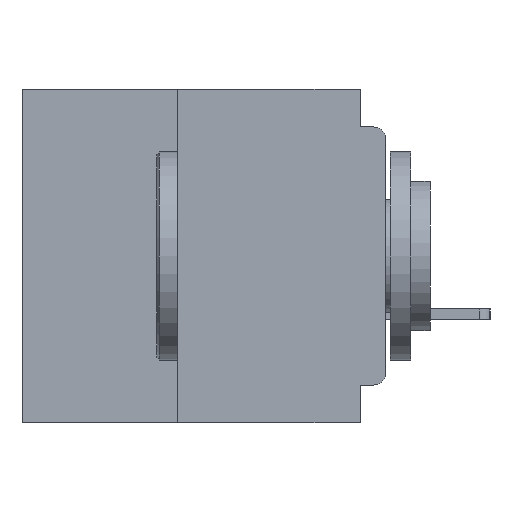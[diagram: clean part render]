
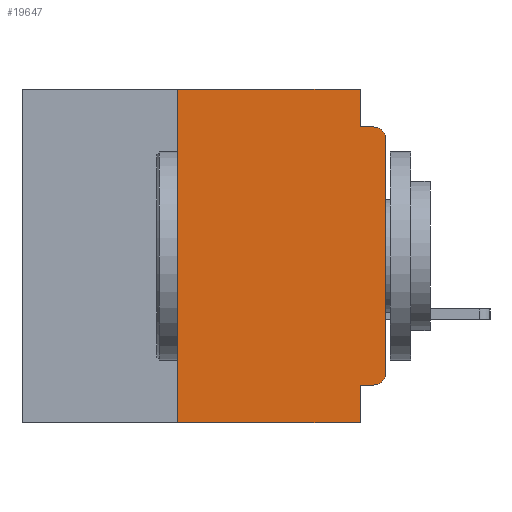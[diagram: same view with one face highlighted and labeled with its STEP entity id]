
A CAD part, left-side view. The second image highlights one B-rep face of the part: STEP entity #19647.
In plain terms, the highlighted planar face has unit normal (-1, 0, 0).
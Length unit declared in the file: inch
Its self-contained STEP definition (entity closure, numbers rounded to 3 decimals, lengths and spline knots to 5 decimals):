
#1176 = VECTOR ( 'NONE', #36434, 39.37008 ) ;
#1216 = VERTEX_POINT ( 'NONE', #44069 ) ;
#1786 = DIRECTION ( 'NONE',  ( 0., 0., 1. ) ) ;
#2010 = LINE ( 'NONE', #24707, #45630 ) ;
#2259 = CARTESIAN_POINT ( 'NONE',  ( 0., 0.031, -0.4 ) ) ;
#2305 = EDGE_CURVE ( 'NONE', #23813, #23701, #31169, .T. ) ;
#2839 = CARTESIAN_POINT ( 'NONE',  ( 0., 0.25, -0.4 ) ) ;
#4305 = LINE ( 'NONE', #2259, #25447 ) ;
#4487 = LINE ( 'NONE', #52637, #14403 ) ;
#5119 = CARTESIAN_POINT ( 'NONE',  ( 0., 0.031, -0.045 ) ) ;
#5694 = VERTEX_POINT ( 'NONE', #16480 ) ;
#7406 = VERTEX_POINT ( 'NONE', #49823 ) ;
#8838 = PLANE ( 'NONE',  #9354 ) ;
#9354 = AXIS2_PLACEMENT_3D ( 'NONE', #25609, #38353, #13064 ) ;
#9927 = VECTOR ( 'NONE', #29958, 39.37008 ) ;
#10414 = LINE ( 'NONE', #2839, #31572 ) ;
#10461 = ORIENTED_EDGE ( 'NONE', *, *, #46868, .F. ) ;
#10474 = AXIS2_PLACEMENT_3D ( 'NONE', #13237, #42743, #17499 ) ;
#11367 = EDGE_LOOP ( 'NONE', ( #13568, #46576, #44614, #16930, #20246, #45983, #50625, #16394, #10461, #49365 ) ) ;
#12191 = DIRECTION ( 'NONE',  ( 0., -1., 0. ) ) ;
#13064 = DIRECTION ( 'NONE',  ( 0., 0., -1. ) ) ;
#13237 = CARTESIAN_POINT ( 'NONE',  ( 0., 0.015, -0.34 ) ) ;
#13568 = ORIENTED_EDGE ( 'NONE', *, *, #2305, .T. ) ;
#13603 = EDGE_CURVE ( 'NONE', #7406, #53026, #4305, .T. ) ;
#14403 = VECTOR ( 'NONE', #14710, 39.37008 ) ;
#14710 = DIRECTION ( 'NONE',  ( 0., 0., -1. ) ) ;
#16394 = ORIENTED_EDGE ( 'NONE', *, *, #13603, .F. ) ;
#16480 = CARTESIAN_POINT ( 'NONE',  ( 0., 0.031, 0. ) ) ;
#16930 = ORIENTED_EDGE ( 'NONE', *, *, #47515, .F. ) ;
#17499 = DIRECTION ( 'NONE',  ( 0., 0., -1. ) ) ;
#17522 = CIRCLE ( 'NONE', #10474, 0.015 ) ;
#18717 = EDGE_CURVE ( 'NONE', #34645, #5694, #24689, .T. ) ;
#19309 = CARTESIAN_POINT ( 'NONE',  ( 0., 0.437, 0. ) ) ;
#19647 = ADVANCED_FACE ( 'NONE', ( #43086 ), #8838, .F. ) ;
#20054 = DIRECTION ( 'NONE',  ( 0., 0., 1. ) ) ;
#20161 = AXIS2_PLACEMENT_3D ( 'NONE', #49599, #24342, #53801 ) ;
#20246 = ORIENTED_EDGE ( 'NONE', *, *, #18717, .F. ) ;
#21445 = EDGE_CURVE ( 'NONE', #1216, #23813, #17522, .T. ) ;
#23197 = EDGE_CURVE ( 'NONE', #38178, #37498, #2010, .T. ) ;
#23701 = VERTEX_POINT ( 'NONE', #53187 ) ;
#23813 = VERTEX_POINT ( 'NONE', #49717 ) ;
#24342 = DIRECTION ( 'NONE',  ( -1., 0., 0. ) ) ;
#24689 = LINE ( 'NONE', #19309, #45793 ) ;
#24707 = CARTESIAN_POINT ( 'NONE',  ( 0., 0., -0.045 ) ) ;
#25197 = CARTESIAN_POINT ( 'NONE',  ( 0., 0.25, 0. ) ) ;
#25447 = VECTOR ( 'NONE', #44546, 39.37008 ) ;
#25609 = CARTESIAN_POINT ( 'NONE',  ( 0., 0.437, 0. ) ) ;
#25685 = CARTESIAN_POINT ( 'NONE',  ( 0., 0.015, -0.045 ) ) ;
#25687 = CARTESIAN_POINT ( 'NONE',  ( 0., 0.437, -0.4 ) ) ;
#29958 = DIRECTION ( 'NONE',  ( 0., -1., 0. ) ) ;
#31169 = LINE ( 'NONE', #52354, #43668 ) ;
#31572 = VECTOR ( 'NONE', #20054, 39.37008 ) ;
#32190 = CARTESIAN_POINT ( 'NONE',  ( 0., 0., -0.355 ) ) ;
#33105 = CARTESIAN_POINT ( 'NONE',  ( 0., 0.25, -0.4 ) ) ;
#33471 = EDGE_CURVE ( 'NONE', #52943, #53026, #44865, .T. ) ;
#33665 = CARTESIAN_POINT ( 'NONE',  ( 0., 0.031, -0.4 ) ) ;
#34645 = VERTEX_POINT ( 'NONE', #25197 ) ;
#35647 = EDGE_CURVE ( 'NONE', #23701, #37498, #45360, .T. ) ;
#36303 = LINE ( 'NONE', #32190, #1176 ) ;
#36434 = DIRECTION ( 'NONE',  ( 0., 1., 0. ) ) ;
#37498 = VERTEX_POINT ( 'NONE', #25685 ) ;
#38178 = VERTEX_POINT ( 'NONE', #5119 ) ;
#38353 = DIRECTION ( 'NONE',  ( 1., 0., 0. ) ) ;
#41911 = EDGE_CURVE ( 'NONE', #52943, #34645, #10414, .T. ) ;
#42743 = DIRECTION ( 'NONE',  ( -1., 0., 0. ) ) ;
#43086 = FACE_OUTER_BOUND ( 'NONE', #11367, .T. ) ;
#43668 = VECTOR ( 'NONE', #1786, 39.37008 ) ;
#44069 = CARTESIAN_POINT ( 'NONE',  ( 0., 0.015, -0.355 ) ) ;
#44546 = DIRECTION ( 'NONE',  ( 0., 0., -1. ) ) ;
#44614 = ORIENTED_EDGE ( 'NONE', *, *, #23197, .F. ) ;
#44865 = LINE ( 'NONE', #25687, #9927 ) ;
#45360 = CIRCLE ( 'NONE', #20161, 0.015 ) ;
#45630 = VECTOR ( 'NONE', #12191, 39.37008 ) ;
#45793 = VECTOR ( 'NONE', #48766, 39.37008 ) ;
#45983 = ORIENTED_EDGE ( 'NONE', *, *, #41911, .F. ) ;
#46576 = ORIENTED_EDGE ( 'NONE', *, *, #35647, .T. ) ;
#46868 = EDGE_CURVE ( 'NONE', #1216, #7406, #36303, .T. ) ;
#47515 = EDGE_CURVE ( 'NONE', #5694, #38178, #4487, .T. ) ;
#48766 = DIRECTION ( 'NONE',  ( 0., -1., 0. ) ) ;
#49365 = ORIENTED_EDGE ( 'NONE', *, *, #21445, .T. ) ;
#49599 = CARTESIAN_POINT ( 'NONE',  ( 0., 0.015, -0.06 ) ) ;
#49717 = CARTESIAN_POINT ( 'NONE',  ( 0., 0., -0.34 ) ) ;
#49823 = CARTESIAN_POINT ( 'NONE',  ( 0., 0.031, -0.355 ) ) ;
#50625 = ORIENTED_EDGE ( 'NONE', *, *, #33471, .T. ) ;
#52354 = CARTESIAN_POINT ( 'NONE',  ( 0., 0., 0. ) ) ;
#52637 = CARTESIAN_POINT ( 'NONE',  ( 0., 0.031, 0. ) ) ;
#52943 = VERTEX_POINT ( 'NONE', #33105 ) ;
#53026 = VERTEX_POINT ( 'NONE', #33665 ) ;
#53187 = CARTESIAN_POINT ( 'NONE',  ( 0., 0., -0.06 ) ) ;
#53801 = DIRECTION ( 'NONE',  ( 0., 0., -1. ) ) ;
